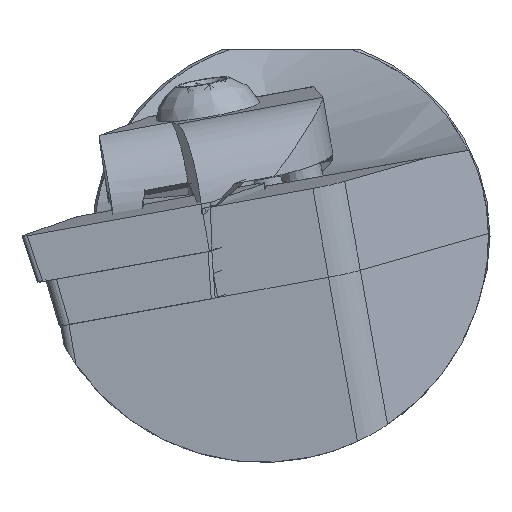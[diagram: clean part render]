
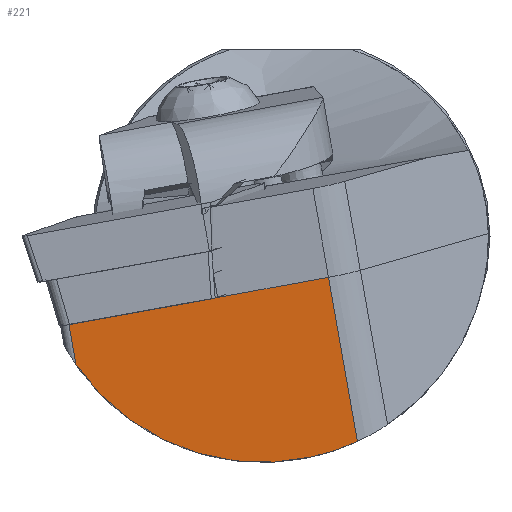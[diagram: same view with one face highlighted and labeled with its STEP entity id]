
A CAD part, left-side view. The second image highlights one B-rep face of the part: STEP entity #221.
In plain terms, the highlighted planar face has unit normal (-0.993, -0.069, -0.094).
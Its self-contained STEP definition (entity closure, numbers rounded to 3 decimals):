
#221=ADVANCED_FACE('',(#364),#310,.F.);
#310=PLANE('',#1761);
#364=FACE_OUTER_BOUND('',#446,.T.);
#446=EDGE_LOOP('',(#648,#649,#650,#651,#652,#653));
#579=ELLIPSE('',#1760,22.906,22.75);
#648=ORIENTED_EDGE('',*,*,#1280,.F.);
#649=ORIENTED_EDGE('',*,*,#1254,.T.);
#650=ORIENTED_EDGE('',*,*,#1281,.T.);
#651=ORIENTED_EDGE('',*,*,#1282,.T.);
#652=ORIENTED_EDGE('',*,*,#1283,.T.);
#653=ORIENTED_EDGE('',*,*,#1278,.F.);
#1096=VERTEX_POINT('',#2368);
#1097=VERTEX_POINT('',#2370);
#1118=VERTEX_POINT('',#2867);
#1119=VERTEX_POINT('',#2869);
#1120=VERTEX_POINT('',#2877);
#1121=VERTEX_POINT('',#2879);
#1254=EDGE_CURVE('',#1097,#1096,#1488,.T.);
#1278=EDGE_CURVE('',#1118,#1119,#1495,.T.);
#1280=EDGE_CURVE('',#1097,#1118,#1496,.T.);
#1281=EDGE_CURVE('',#1096,#1120,#1497,.T.);
#1282=EDGE_CURVE('',#1120,#1121,#1498,.T.);
#1283=EDGE_CURVE('',#1121,#1119,#579,.T.);
#1488=LINE('',#2369,#1619);
#1495=LINE('',#2868,#1626);
#1496=LINE('',#2875,#1627);
#1497=LINE('',#2876,#1628);
#1498=LINE('',#2878,#1629);
#1619=VECTOR('',#1920,1.);
#1626=VECTOR('',#1939,1.);
#1627=VECTOR('',#1942,1.);
#1628=VECTOR('',#1943,1.);
#1629=VECTOR('',#1944,1.);
#1760=AXIS2_PLACEMENT_3D('',#2880,#1945,#1946);
#1761=AXIS2_PLACEMENT_3D('',#2881,#1947,#1948);
#1920=DIRECTION('',(-0.051,0.983,-0.179));
#1939=DIRECTION('',(0.105,-0.173,-0.979));
#1942=DIRECTION('',(0.051,-0.983,0.179));
#1943=DIRECTION('',(-0.051,0.983,-0.179));
#1944=DIRECTION('',(0.105,-0.173,-0.979));
#1945=DIRECTION('',(-0.993,-0.069,-0.094));
#1946=DIRECTION('',(-0.116,0.587,0.801));
#1947=DIRECTION('',(0.993,0.069,0.094));
#1948=DIRECTION('',(0.094,0.,-0.996));
#2368=CARTESIAN_POINT('',(-252.562,30.116,-6.211));
#2369=CARTESIAN_POINT('',(-253.326,44.808,-8.883));
#2370=CARTESIAN_POINT('',(-252.548,29.856,-6.164));
#2867=CARTESIAN_POINT('',(-251.968,18.703,-4.135));
#2868=CARTESIAN_POINT('',(-300.57,99.002,451.263));
#2869=CARTESIAN_POINT('',(-250.206,15.793,-20.639));
#2875=CARTESIAN_POINT('',(-253.326,44.808,-8.883));
#2876=CARTESIAN_POINT('',(-253.326,44.808,-8.883));
#2877=CARTESIAN_POINT('',(-253.326,44.808,-8.883));
#2878=CARTESIAN_POINT('',(-301.929,125.107,446.515));
#2879=CARTESIAN_POINT('',(-252.897,44.098,-12.908));
#2880=CARTESIAN_POINT('',(-252.82,25.364,0.));
#2881=CARTESIAN_POINT('',(-301.929,125.107,446.515));
